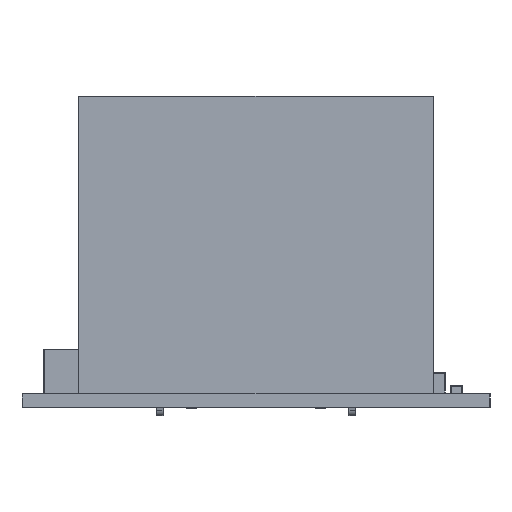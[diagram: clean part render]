
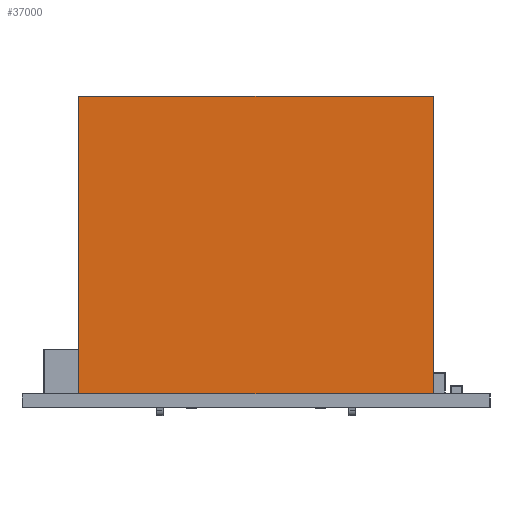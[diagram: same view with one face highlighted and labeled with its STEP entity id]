
A CAD part, left-side view. The second image highlights one B-rep face of the part: STEP entity #37000.
In plain terms, the highlighted planar face has unit normal (-1, 0, 0).
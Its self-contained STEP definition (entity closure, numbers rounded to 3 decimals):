
#37000 = ADVANCED_FACE('',(#37001),#37035,.F.);
#37001 = FACE_BOUND('',#37002,.F.);
#37002 = EDGE_LOOP('',(#37003,#37013,#37021,#37029));
#37003 = ORIENTED_EDGE('',*,*,#37004,.T.);
#37004 = EDGE_CURVE('',#37005,#37007,#37009,.T.);
#37005 = VERTEX_POINT('',#37006);
#37006 = CARTESIAN_POINT('',(-10.9,7.95,0.));
#37007 = VERTEX_POINT('',#37008);
#37008 = CARTESIAN_POINT('',(-10.9,7.95,13.35));
#37009 = LINE('',#37010,#37011);
#37010 = CARTESIAN_POINT('',(-10.9,7.95,0.));
#37011 = VECTOR('',#37012,1.);
#37012 = DIRECTION('',(0.,0.,1.));
#37013 = ORIENTED_EDGE('',*,*,#37014,.T.);
#37014 = EDGE_CURVE('',#37007,#37015,#37017,.T.);
#37015 = VERTEX_POINT('',#37016);
#37016 = CARTESIAN_POINT('',(-10.9,-7.95,13.35));
#37017 = LINE('',#37018,#37019);
#37018 = CARTESIAN_POINT('',(-10.9,7.95,13.35));
#37019 = VECTOR('',#37020,1.);
#37020 = DIRECTION('',(0.,-1.,0.));
#37021 = ORIENTED_EDGE('',*,*,#37022,.F.);
#37022 = EDGE_CURVE('',#37023,#37015,#37025,.T.);
#37023 = VERTEX_POINT('',#37024);
#37024 = CARTESIAN_POINT('',(-10.9,-7.95,0.));
#37025 = LINE('',#37026,#37027);
#37026 = CARTESIAN_POINT('',(-10.9,-7.95,0.));
#37027 = VECTOR('',#37028,1.);
#37028 = DIRECTION('',(0.,0.,1.));
#37029 = ORIENTED_EDGE('',*,*,#37030,.F.);
#37030 = EDGE_CURVE('',#37005,#37023,#37031,.T.);
#37031 = LINE('',#37032,#37033);
#37032 = CARTESIAN_POINT('',(-10.9,7.95,0.));
#37033 = VECTOR('',#37034,1.);
#37034 = DIRECTION('',(0.,-1.,0.));
#37035 = PLANE('',#37036);
#37036 = AXIS2_PLACEMENT_3D('',#37037,#37038,#37039);
#37037 = CARTESIAN_POINT('',(-10.9,7.95,0.));
#37038 = DIRECTION('',(1.,0.,0.));
#37039 = DIRECTION('',(0.,-1.,0.));
